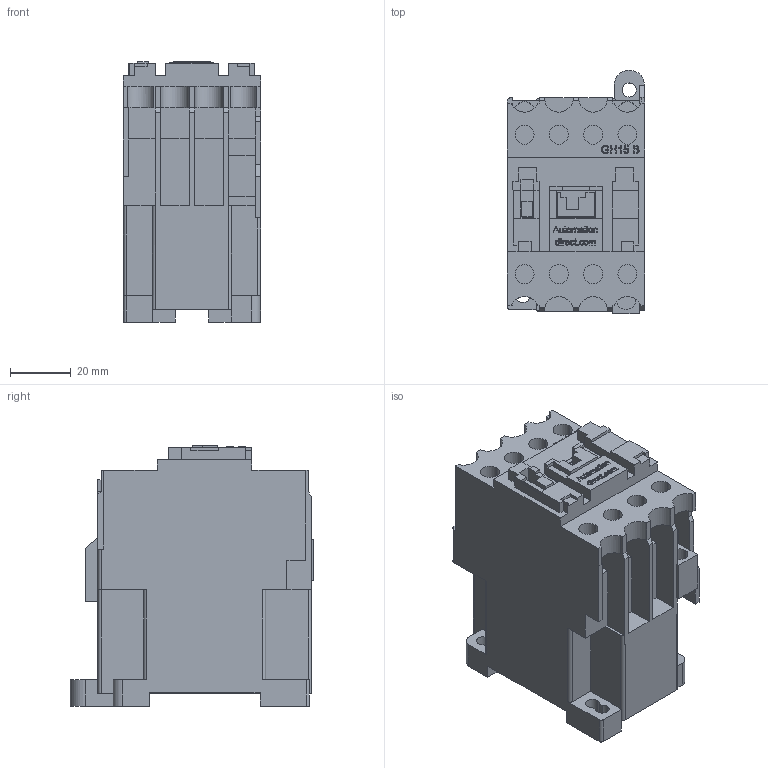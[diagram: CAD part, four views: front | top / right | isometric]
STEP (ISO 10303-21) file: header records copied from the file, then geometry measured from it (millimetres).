
FILE_DESCRIPTION (( 'STEP AP214' ), '1' );
FILE_NAME ('GH15BN-3-10A.STEP', '2011-01-21T17:38:50', ( '.ADC' ), ( 'ADC' ), 'SwSTEP 2.0', 'SolidWorks 2009', '' );
FILE_SCHEMA (( 'AUTOMOTIVE_DESIGN' ));
Length unit declared in the file: millimetre
Products named in the file (1): GH15BN-3-10A
Bounding box: 45 x 80 x 85.5 mm (x, y, z)
Volume: 196351.2 mm3; surface area: 35792.4 mm2
Topology: 1 solids, 1 shells, 672 faces, 1875 edges, 1246 vertices
Faces by surface type: plane 451, bspline 156, cylinder 65
Entity records: 36517 total; most frequent: CARTESIAN_POINT 12702, ORIENTED_EDGE 3750, DIRECTION 2737, EDGE_CURVE 1875, VECTOR 1423, LINE 1423, VERTEX_POINT 1246, EDGE_LOOP 739
